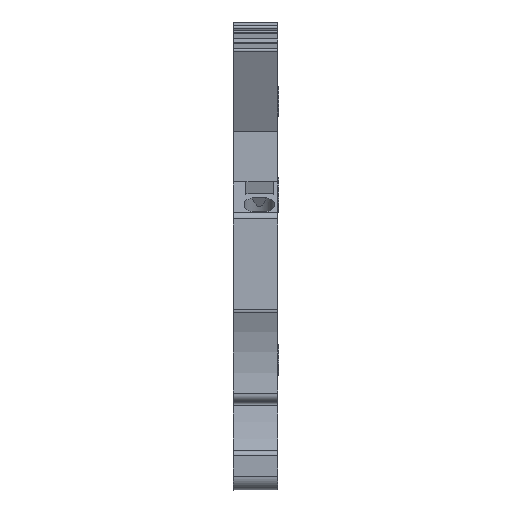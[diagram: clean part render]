
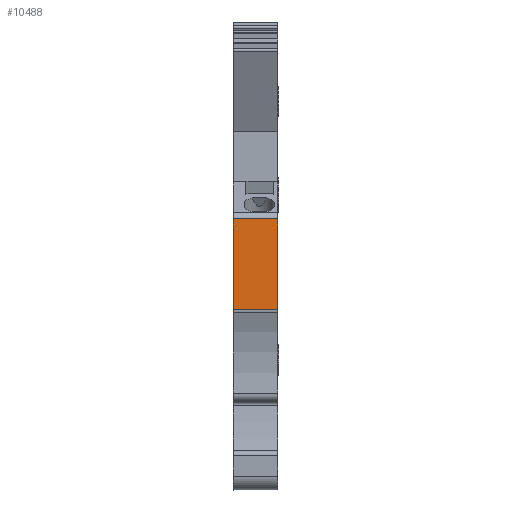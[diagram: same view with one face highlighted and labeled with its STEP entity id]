
A CAD part, front view. The second image highlights one B-rep face of the part: STEP entity #10488.
In plain terms, the highlighted planar face has unit normal (0, -1, 0).
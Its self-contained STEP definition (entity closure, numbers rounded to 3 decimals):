
#10475=AXIS2_PLACEMENT_3D('Plane Axis2P3D',#10472,#10473,#10474) ;
#2025=CARTESIAN_POINT('Vertex',(6.,0.,36.427)) ;
#2028=CARTESIAN_POINT('Line Origine',(6.,0.,30.342)) ;
#2032=CARTESIAN_POINT('Vertex',(6.,0.,24.257)) ;
#3803=CARTESIAN_POINT('Line Origine',(0.,0.,30.342)) ;
#3807=CARTESIAN_POINT('Vertex',(0.,0.,24.257)) ;
#3809=CARTESIAN_POINT('Vertex',(0.,0.,36.427)) ;
#10457=CARTESIAN_POINT('Line Origine',(2.39,0.,36.427)) ;
#10472=CARTESIAN_POINT('Axis2P3D Location',(6.,0.,24.257)) ;
#10477=CARTESIAN_POINT('Line Origine',(3.,0.,24.257)) ;
#2029=DIRECTION('Vector Direction',(0.,0.,1.)) ;
#3804=DIRECTION('Vector Direction',(0.,0.,1.)) ;
#10458=DIRECTION('Vector Direction',(1.,0.,0.)) ;
#10473=DIRECTION('Axis2P3D Direction',(0.,-1.,0.)) ;
#10474=DIRECTION('Axis2P3D XDirection',(0.,0.,1.)) ;
#10478=DIRECTION('Vector Direction',(-1.,0.,0.)) ;
#2030=VECTOR('Line Direction',#2029,1.) ;
#3805=VECTOR('Line Direction',#3804,1.) ;
#10459=VECTOR('Line Direction',#10458,1.) ;
#10479=VECTOR('Line Direction',#10478,1.) ;
#10483=ORIENTED_EDGE('',*,*,#3811,.F.) ;
#10484=ORIENTED_EDGE('',*,*,#10481,.F.) ;
#10485=ORIENTED_EDGE('',*,*,#2034,.T.) ;
#10486=ORIENTED_EDGE('',*,*,#10461,.T.) ;
#10488=ADVANCED_FACE('KLEMME',(#10487),#10476,.T.) ;
#2034=EDGE_CURVE('',#2033,#2026,#2031,.T.) ;
#3811=EDGE_CURVE('',#3808,#3810,#3806,.T.) ;
#10461=EDGE_CURVE('',#2026,#3810,#10460,.F.) ;
#10481=EDGE_CURVE('',#2033,#3808,#10480,.T.) ;
#10482=EDGE_LOOP('',(#10483,#10484,#10485,#10486)) ;
#10487=FACE_OUTER_BOUND('',#10482,.T.) ;
#2031=LINE('Line',#2028,#2030) ;
#3806=LINE('Line',#3803,#3805) ;
#10460=LINE('Line',#10457,#10459) ;
#10480=LINE('Line',#10477,#10479) ;
#10476=PLANE('',#10475) ;
#2026=VERTEX_POINT('',#2025) ;
#2033=VERTEX_POINT('',#2032) ;
#3808=VERTEX_POINT('',#3807) ;
#3810=VERTEX_POINT('',#3809) ;
